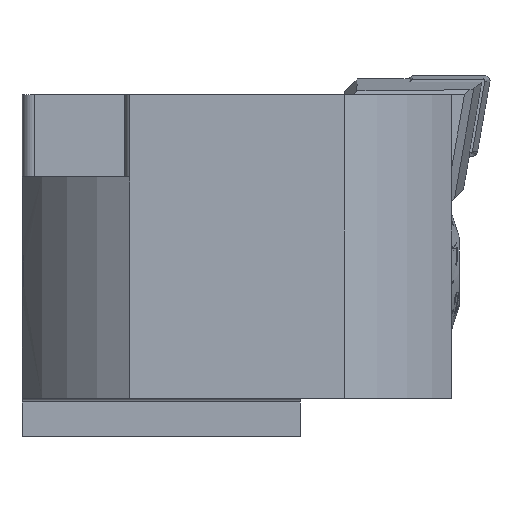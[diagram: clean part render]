
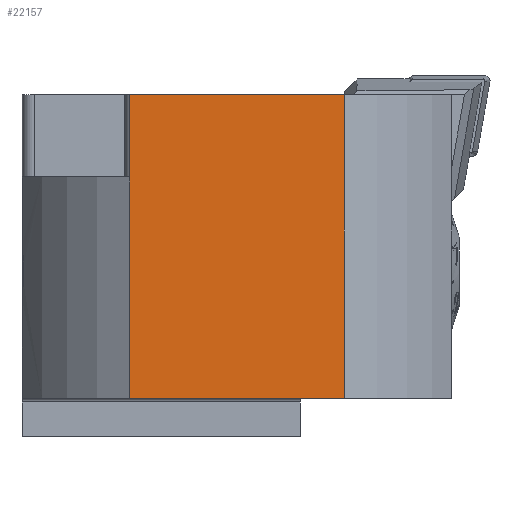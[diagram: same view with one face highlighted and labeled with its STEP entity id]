
A CAD part, front view. The second image highlights one B-rep face of the part: STEP entity #22157.
In plain terms, the highlighted planar face has unit normal (0, -1, 0).
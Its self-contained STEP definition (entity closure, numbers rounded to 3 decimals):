
#110 = CARTESIAN_POINT ( 'NONE',  ( -25.485, -17., 14. ) ) ;
#114 = DIRECTION ( 'NONE',  ( 1., 0., 0. ) ) ;
#1051 = EDGE_LOOP ( 'NONE', ( #4792, #4790, #4788, #4787, #4785 ) ) ;
#4785 = ORIENTED_EDGE ( 'NONE', *, *, #16611, .F. ) ;
#4787 = ORIENTED_EDGE ( 'NONE', *, *, #16612, .F. ) ;
#4788 = ORIENTED_EDGE ( 'NONE', *, *, #16655, .F. ) ;
#4790 = ORIENTED_EDGE ( 'NONE', *, *, #16614, .T. ) ;
#4792 = ORIENTED_EDGE ( 'NONE', *, *, #16613, .T. ) ;
#5103 = DIRECTION ( 'NONE',  ( 0., 0., 1. ) ) ;
#5109 = DIRECTION ( 'NONE',  ( 1., 0., 0. ) ) ;
#5111 = DIRECTION ( 'NONE',  ( 0., 0., 1. ) ) ;
#5112 = CARTESIAN_POINT ( 'NONE',  ( -25.485, -17., -13. ) ) ;
#5118 = CARTESIAN_POINT ( 'NONE',  ( -25.485, -17., -13. ) ) ;
#5123 = CARTESIAN_POINT ( 'NONE',  ( -34.449, -17., -10. ) ) ;
#5131 = DIRECTION ( 'NONE',  ( 0., 0., 1. ) ) ;
#5140 = CARTESIAN_POINT ( 'NONE',  ( -8.515, -17., -13. ) ) ;
#11006 = CARTESIAN_POINT ( 'NONE',  ( -25.485, -17., -13. ) ) ;
#11010 = PLANE ( 'NONE',  #15053 ) ;
#11049 = DIRECTION ( 'NONE',  ( 0., -1., 0. ) ) ;
#11050 = DIRECTION ( 'NONE',  ( 1., 0., 0. ) ) ;
#12145 = CARTESIAN_POINT ( 'NONE',  ( -25.485, -17., -10. ) ) ;
#12151 = CARTESIAN_POINT ( 'NONE',  ( -25.485, -17., 7.5 ) ) ;
#12156 = CARTESIAN_POINT ( 'NONE',  ( -8.515, -17., -10. ) ) ;
#12488 = VERTEX_POINT ( 'NONE', #15870 ) ;
#12489 = VERTEX_POINT ( 'NONE', #15869 ) ;
#13185 = VECTOR ( 'NONE', #114, 1000. ) ;
#13187 = LINE ( 'NONE', #110, #13185 ) ;
#15053 = AXIS2_PLACEMENT_3D ( 'NONE', #11006, #11049, #11050 ) ;
#15869 = CARTESIAN_POINT ( 'NONE',  ( -8.515, -17., 14. ) ) ;
#15870 = CARTESIAN_POINT ( 'NONE',  ( -25.485, -17., 14. ) ) ;
#16611 = EDGE_CURVE ( 'NONE', #25301, #25307, #19272, .T. ) ;
#16612 = EDGE_CURVE ( 'NONE', #25307, #12488, #19334, .T. ) ;
#16613 = EDGE_CURVE ( 'NONE', #25301, #25312, #19266, .T. ) ;
#16614 = EDGE_CURVE ( 'NONE', #25312, #12489, #19322, .T. ) ;
#16655 = EDGE_CURVE ( 'NONE', #12488, #12489, #13187, .T. ) ;
#19200 = VECTOR ( 'NONE', #5111, 1000. ) ;
#19266 = LINE ( 'NONE', #5123, #19276 ) ;
#19272 = LINE ( 'NONE', #5118, #19458 ) ;
#19276 = VECTOR ( 'NONE', #5109, 1000. ) ;
#19312 = VECTOR ( 'NONE', #5103, 1000. ) ;
#19322 = LINE ( 'NONE', #5140, #19312 ) ;
#19334 = LINE ( 'NONE', #5112, #19200 ) ;
#19458 = VECTOR ( 'NONE', #5131, 1000. ) ;
#19575 = FACE_OUTER_BOUND ( 'NONE', #1051, .T. ) ;
#22157 = ADVANCED_FACE ( 'NONE', ( #19575 ), #11010, .T. ) ;
#25301 = VERTEX_POINT ( 'NONE', #12145 ) ;
#25307 = VERTEX_POINT ( 'NONE', #12151 ) ;
#25312 = VERTEX_POINT ( 'NONE', #12156 ) ;
